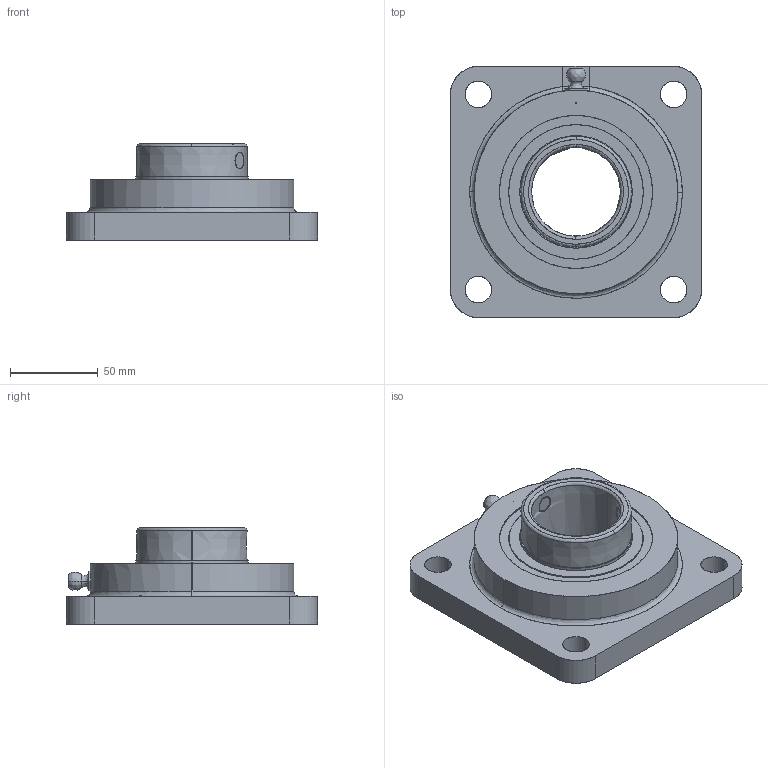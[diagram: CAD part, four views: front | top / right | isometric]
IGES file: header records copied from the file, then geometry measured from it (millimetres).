
Start section: SolidWorks IGES file using analytic representation for surfaces
Global section: file name: VFDEFAU03031159244592.igs; native system: SolidWorks 2008; preprocessor: SolidWorks 2008; author: partstream; date: 080303.115927; units: inch
Bounding box: 142.88 x 142.88 x 54.77 mm (x, y, z)
Surface area: 70394.7 mm2 (no closed solid volume)
Topology: 0 solids, 0 shells, 135 faces, 2760 edges, 2774 vertices
Faces by surface type: bspline 95, revolution 40
